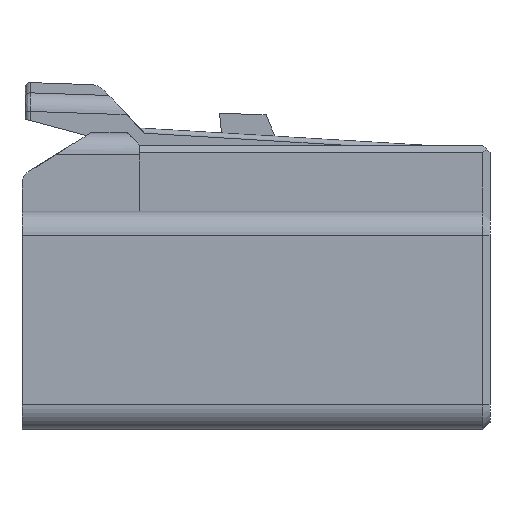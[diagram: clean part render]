
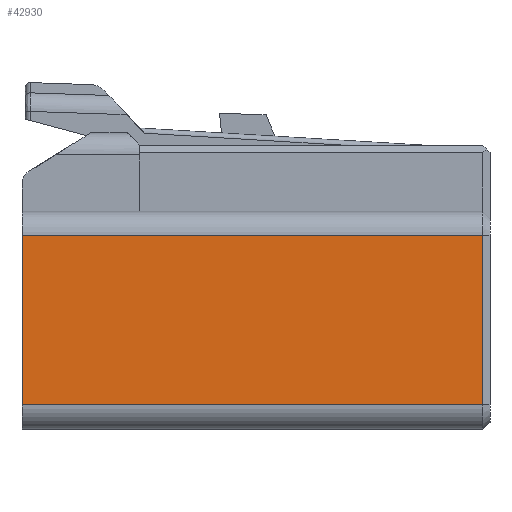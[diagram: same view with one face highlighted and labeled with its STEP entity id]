
A CAD part, left-side view. The second image highlights one B-rep face of the part: STEP entity #42930.
In plain terms, the highlighted planar face has unit normal (-1, 0, 0).
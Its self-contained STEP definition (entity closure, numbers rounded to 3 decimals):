
#210=CARTESIAN_POINT('',(-121.458,-30.749,
52.62));
#220=VERTEX_POINT('',#210);
#250=CARTESIAN_POINT('',(-121.458,-34.723,
52.62));
#260=DIRECTION('',(0.,-1.,0.));
#270=VECTOR('',#260,1.);
#280=LINE('',#250,#270);
#290=CARTESIAN_POINT('',(-121.458,-40.149,
52.62));
#300=VERTEX_POINT('',#290);
#310=EDGE_CURVE('',#220,#300,#280,.T.);
#2620=CARTESIAN_POINT('',(-121.458,-30.749,
56.07));
#2630=VERTEX_POINT('',#2620);
#2660=CARTESIAN_POINT('',(-121.458,-30.749,
56.345));
#2670=DIRECTION('',(0.,0.,-1.));
#2680=VECTOR('',#2670,1.);
#2690=LINE('',#2660,#2680);
#2700=EDGE_CURVE('',#2630,#220,#2690,.T.);
#38300=CARTESIAN_POINT('',(-121.458,-40.149,
56.07));
#38310=VERTEX_POINT('',#38300);
#39080=CARTESIAN_POINT('',(-121.458,-40.149,
54.345));
#39090=DIRECTION('',(0.,0.,1.));
#39100=VECTOR('',#39090,1.);
#39110=LINE('',#39080,#39100);
#39120=EDGE_CURVE('',#300,#38310,#39110,.T.);
#40140=CARTESIAN_POINT('',(-121.458,-34.723,
56.07));
#40150=DIRECTION('',(0.,-1.,0.));
#40160=VECTOR('',#40150,1.);
#40170=LINE('',#40140,#40160);
#40180=EDGE_CURVE('',#2630,#38310,#40170,.T.);
#42820=CARTESIAN_POINT('',(-121.458,-35.449,
54.345));
#42830=DIRECTION('',(-1.,0.,0.));
#42840=DIRECTION('',(0.,0.,-1.));
#42850=AXIS2_PLACEMENT_3D('',#42820,#42830,#42840);
#42860=PLANE('',#42850);
#42870=ORIENTED_EDGE('',*,*,#40180,.F.);
#42880=ORIENTED_EDGE('',*,*,#39120,.T.);
#42890=ORIENTED_EDGE('',*,*,#310,.T.);
#42900=ORIENTED_EDGE('',*,*,#2700,.T.);
#42910=EDGE_LOOP('',(#42900,#42890,#42880,#42870));
#42920=FACE_OUTER_BOUND('',#42910,.T.);
#42930=ADVANCED_FACE('',(#42920),#42860,.T.);
